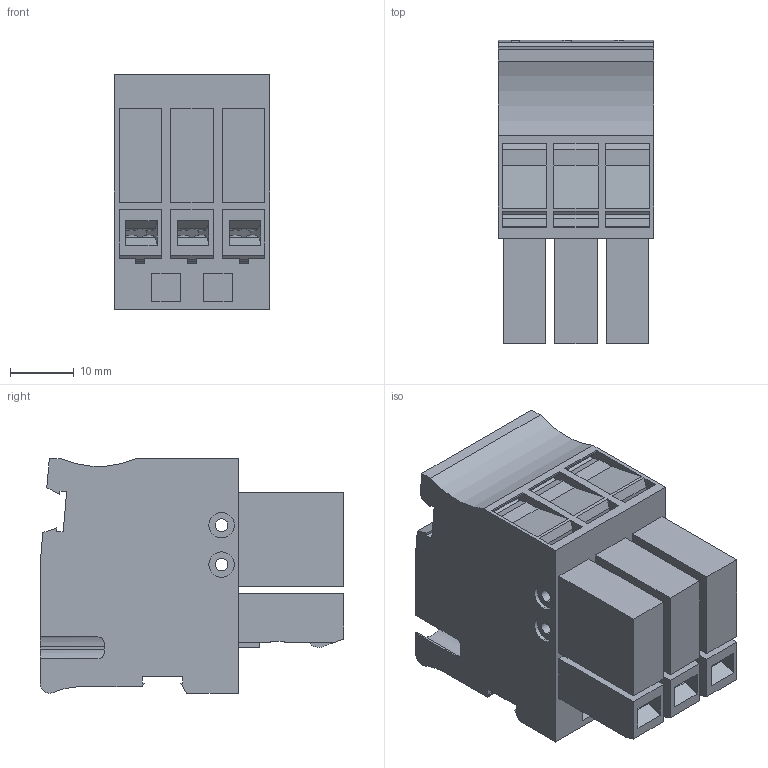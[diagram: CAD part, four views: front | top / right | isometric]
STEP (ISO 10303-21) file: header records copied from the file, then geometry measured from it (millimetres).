
FILE_DESCRIPTION(('Creo Elements/Direct Modeling STEP Export'),'2;1');
FILE_NAME('model.stp','2018-02-16T15:00:54',(''),(''),'Creo Elements/Direct Modeling STEP processor for AP214 (Solid Model)','Creo Elements/Direct Modeling 18.1I 14-Aug-2016 (C) Parametric Technology GmbH','');
FILE_SCHEMA(('AUTOMOTIVE_DESIGN { 1 0 10303 214 1 1 1 1 }'));
Length unit declared in the file: millimetre
Products named in the file (2): PPCT_6_3-select
Assembly tree (1 placements, depth 2):
  PPCT_6_3-select
    PPCT_6_3-select
Bounding box: 24.45 x 47.8 x 36.9 mm (x, y, z)
Volume: 30192.5 mm3; surface area: 12395.8 mm2
Topology: 1 solids, 1 shells, 446 faces, 1244 edges, 832 vertices
Faces by surface type: plane 344, cylinder 90, torus 12
Entity records: 19921 total; most frequent: CARTESIAN_POINT 4821, ORIENTED_EDGE 2488, DIRECTION 2235, EDGE_CURVE 1244, VECTOR 961, LINE 961, VERTEX_POINT 832, AXIS2_PLACEMENT_3D 637
